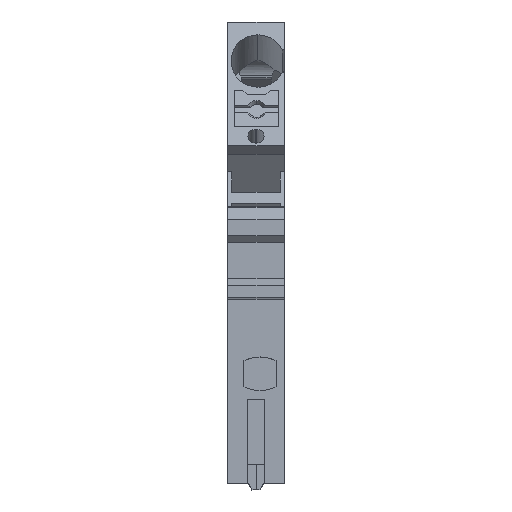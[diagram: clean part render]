
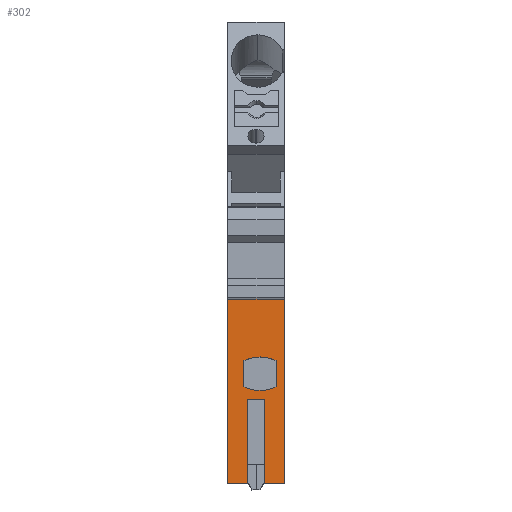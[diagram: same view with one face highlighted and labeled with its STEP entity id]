
A CAD part, top view. The second image highlights one B-rep face of the part: STEP entity #302.
In plain terms, the highlighted planar face has unit normal (0, 0, 1).
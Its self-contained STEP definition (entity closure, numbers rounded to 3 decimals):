
#302=ADVANCED_FACE('',(#706,#707),#708,.F.);
#706=FACE_OUTER_BOUND('',#1213,.T.);
#707=FACE_BOUND('',#1214,.T.);
#708=PLANE('',#1215);
#1213=EDGE_LOOP('',(#2046,#2047,#2048,#2049,#2050,#2051,#2052,#2053));
#1214=EDGE_LOOP('',(#2054,#2055,#2056,#2057,#2058,#2059));
#1215=AXIS2_PLACEMENT_3D('',#2060,#2061,#2062);
#2046=ORIENTED_EDGE('',*,*,#3427,.F.);
#2047=ORIENTED_EDGE('',*,*,#3438,.F.);
#2048=ORIENTED_EDGE('',*,*,#3439,.F.);
#2049=ORIENTED_EDGE('',*,*,#3440,.F.);
#2050=ORIENTED_EDGE('',*,*,#3431,.F.);
#2051=ORIENTED_EDGE('',*,*,#3441,.F.);
#2052=ORIENTED_EDGE('',*,*,#3442,.F.);
#2053=ORIENTED_EDGE('',*,*,#3443,.F.);
#2054=ORIENTED_EDGE('',*,*,#3444,.F.);
#2055=ORIENTED_EDGE('',*,*,#3445,.F.);
#2056=ORIENTED_EDGE('',*,*,#3161,.F.);
#2057=ORIENTED_EDGE('',*,*,#3446,.F.);
#2058=ORIENTED_EDGE('',*,*,#3154,.T.);
#2059=ORIENTED_EDGE('',*,*,#3447,.T.);
#2060=CARTESIAN_POINT('',(0.,26.911,44.8));
#2061=DIRECTION('',(0.,0.,-1.0));
#2062=DIRECTION('',(-1.0,0.,0.));
#3154=EDGE_CURVE('',#3795,#3792,#3796,.T.);
#3161=EDGE_CURVE('',#3806,#3802,#3808,.T.);
#3427=EDGE_CURVE('',#4243,#4245,#4246,.T.);
#3431=EDGE_CURVE('',#4251,#4253,#4254,.T.);
#3438=EDGE_CURVE('',#4263,#4243,#4264,.T.);
#3439=EDGE_CURVE('',#4265,#4263,#4266,.T.);
#3440=EDGE_CURVE('',#4253,#4265,#4267,.T.);
#3441=EDGE_CURVE('',#4268,#4251,#4269,.T.);
#3442=EDGE_CURVE('',#4270,#4268,#4271,.T.);
#3443=EDGE_CURVE('',#4245,#4270,#4272,.T.);
#3444=EDGE_CURVE('',#4273,#4274,#4275,.T.);
#3445=EDGE_CURVE('',#3802,#4273,#4276,.T.);
#3446=EDGE_CURVE('',#3795,#3806,#4277,.T.);
#3447=EDGE_CURVE('',#3792,#4274,#4278,.T.);
#3792=VERTEX_POINT('',#4745);
#3795=VERTEX_POINT('',#4749);
#3796=CIRCLE('',#4750,5.467);
#3802=VERTEX_POINT('',#4757);
#3806=VERTEX_POINT('',#4762);
#3808=CIRCLE('',#4765,5.467);
#4243=VERTEX_POINT('',#5508);
#4245=VERTEX_POINT('',#5511);
#4246=LINE('',#5512,#5513);
#4251=VERTEX_POINT('',#5520);
#4253=VERTEX_POINT('',#5523);
#4254=LINE('',#5524,#5525);
#4263=VERTEX_POINT('',#5538);
#4264=LINE('',#5539,#5540);
#4265=VERTEX_POINT('',#5541);
#4266=LINE('',#5542,#5543);
#4267=LINE('',#5544,#5545);
#4268=VERTEX_POINT('',#5546);
#4269=LINE('',#5547,#5548);
#4270=VERTEX_POINT('',#5549);
#4271=LINE('',#5550,#5551);
#4272=LINE('',#5552,#5553);
#4273=VERTEX_POINT('',#5554);
#4274=VERTEX_POINT('',#5555);
#4275=LINE('',#5556,#5557);
#4276=CIRCLE('',#5558,5.467);
#4277=LINE('',#5559,#5560);
#4278=CIRCLE('',#5561,5.467);
#4745=CARTESIAN_POINT('',(4.65,14.293,44.8));
#4749=CARTESIAN_POINT('',(6.95,14.8,44.8));
#4750=AXIS2_PLACEMENT_3D('',#6699,#6700,#6701);
#4757=CARTESIAN_POINT('',(4.65,19.107,44.8));
#4762=CARTESIAN_POINT('',(6.95,18.6,44.8));
#4765=AXIS2_PLACEMENT_3D('',#6711,#6712,#6713);
#5508=CARTESIAN_POINT('',(2.8,1.,44.8));
#5511=CARTESIAN_POINT('',(0.,1.,44.8));
#5512=CARTESIAN_POINT('',(-45.52,1.,44.8));
#5513=VECTOR('',#6978,1.0);
#5520=CARTESIAN_POINT('',(8.15,1.,44.8));
#5523=CARTESIAN_POINT('',(5.35,1.,44.8));
#5524=CARTESIAN_POINT('',(-45.52,1.,44.8));
#5525=VECTOR('',#6982,1.0);
#5538=CARTESIAN_POINT('',(2.8,13.05,44.8));
#5539=CARTESIAN_POINT('',(2.8,24.177,44.8));
#5540=VECTOR('',#6987,1.0);
#5541=CARTESIAN_POINT('',(5.35,13.05,44.8));
#5542=CARTESIAN_POINT('',(-45.52,13.05,44.8));
#5543=VECTOR('',#6988,1.0);
#5544=CARTESIAN_POINT('',(5.35,24.177,44.8));
#5545=VECTOR('',#6989,1.0);
#5546=CARTESIAN_POINT('',(8.15,27.37,44.8));
#5547=CARTESIAN_POINT('',(8.15,24.177,44.8));
#5548=VECTOR('',#6990,1.0);
#5549=CARTESIAN_POINT('',(0.,27.37,44.8));
#5550=CARTESIAN_POINT('',(-45.52,27.37,44.8));
#5551=VECTOR('',#6991,1.0);
#5552=CARTESIAN_POINT('',(0.,24.177,44.8));
#5553=VECTOR('',#6992,1.0);
#5554=CARTESIAN_POINT('',(2.35,18.6,44.8));
#5555=CARTESIAN_POINT('',(2.35,14.8,44.8));
#5556=CARTESIAN_POINT('',(2.35,24.177,44.8));
#5557=VECTOR('',#6993,1.0);
#5558=AXIS2_PLACEMENT_3D('',#6994,#6995,#6996);
#5559=CARTESIAN_POINT('',(6.95,24.177,44.8));
#5560=VECTOR('',#6997,1.0);
#5561=AXIS2_PLACEMENT_3D('',#6998,#6999,#7000);
#6699=CARTESIAN_POINT('',(4.65,19.76,44.8));
#6700=DIRECTION('',(0.,0.,-1.0));
#6701=DIRECTION('',(0.,1.0,0.));
#6711=CARTESIAN_POINT('',(4.65,13.64,44.8));
#6712=DIRECTION('',(0.,0.,1.0));
#6713=DIRECTION('',(0.,-1.0,0.));
#6978=DIRECTION('',(-1.0,0.,0.));
#6982=DIRECTION('',(-1.0,0.,0.));
#6987=DIRECTION('',(0.,-1.0,0.));
#6988=DIRECTION('',(-1.0,0.,0.));
#6989=DIRECTION('',(0.,1.0,0.));
#6990=DIRECTION('',(0.,-1.0,0.));
#6991=DIRECTION('',(1.0,0.,0.));
#6992=DIRECTION('',(0.,1.0,0.));
#6993=DIRECTION('',(0.,-1.0,0.));
#6994=CARTESIAN_POINT('',(4.65,13.64,44.8));
#6995=DIRECTION('',(0.,0.,1.0));
#6996=DIRECTION('',(0.,-1.0,0.));
#6997=DIRECTION('',(0.,1.0,0.));
#6998=CARTESIAN_POINT('',(4.65,19.76,44.8));
#6999=DIRECTION('',(0.,0.,-1.0));
#7000=DIRECTION('',(0.,1.0,0.));
